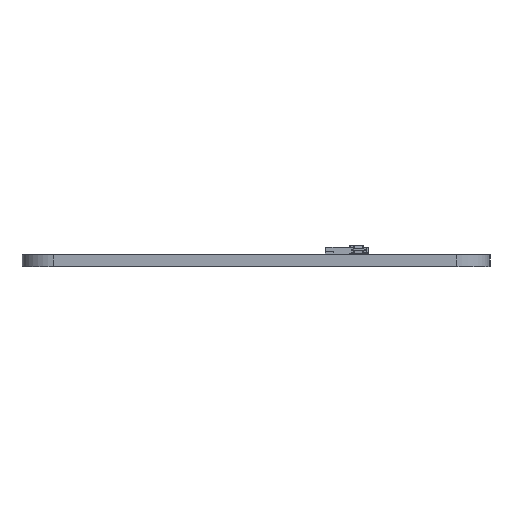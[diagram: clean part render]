
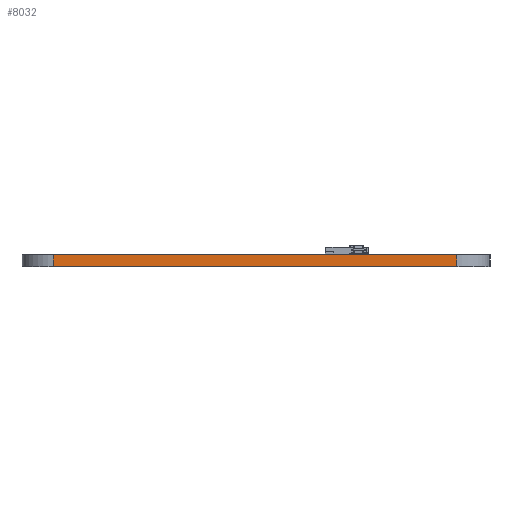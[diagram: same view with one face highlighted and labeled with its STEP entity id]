
A CAD part, left-side view. The second image highlights one B-rep face of the part: STEP entity #8032.
In plain terms, the highlighted planar face has unit normal (-1, 0.001, 0).
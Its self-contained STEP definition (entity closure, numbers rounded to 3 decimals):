
#6482 = VERTEX_POINT('',#6483);
#6483 = CARTESIAN_POINT('',(35.993,-94.5,0.));
#6490 = EDGE_CURVE('',#6482,#6491,#6493,.T.);
#6491 = VERTEX_POINT('',#6492);
#6492 = CARTESIAN_POINT('',(36.043,-39.765,0.));
#6493 = LINE('',#6494,#6495);
#6494 = CARTESIAN_POINT('',(35.993,-94.5,0.));
#6495 = VECTOR('',#6496,1.);
#6496 = DIRECTION('',(0.001,1.,0.));
#7235 = VERTEX_POINT('',#7236);
#7236 = CARTESIAN_POINT('',(35.993,-94.5,1.6));
#7243 = EDGE_CURVE('',#7235,#7244,#7246,.T.);
#7244 = VERTEX_POINT('',#7245);
#7245 = CARTESIAN_POINT('',(36.043,-39.765,1.6));
#7246 = LINE('',#7247,#7248);
#7247 = CARTESIAN_POINT('',(35.993,-94.5,1.6));
#7248 = VECTOR('',#7249,1.);
#7249 = DIRECTION('',(0.001,1.,0.));
#8002 = EDGE_CURVE('',#6491,#7244,#8003,.T.);
#8003 = LINE('',#8004,#8005);
#8004 = CARTESIAN_POINT('',(36.043,-39.765,0.));
#8005 = VECTOR('',#8006,1.);
#8006 = DIRECTION('',(0.,0.,1.));
#8032 = ADVANCED_FACE('',(#8033),#8044,.T.);
#8033 = FACE_BOUND('',#8034,.T.);
#8034 = EDGE_LOOP('',(#8035,#8041,#8042,#8043));
#8035 = ORIENTED_EDGE('',*,*,#8036,.T.);
#8036 = EDGE_CURVE('',#6482,#7235,#8037,.T.);
#8037 = LINE('',#8038,#8039);
#8038 = CARTESIAN_POINT('',(35.993,-94.5,0.));
#8039 = VECTOR('',#8040,1.);
#8040 = DIRECTION('',(0.,0.,1.));
#8041 = ORIENTED_EDGE('',*,*,#7243,.T.);
#8042 = ORIENTED_EDGE('',*,*,#8002,.F.);
#8043 = ORIENTED_EDGE('',*,*,#6490,.F.);
#8044 = PLANE('',#8045);
#8045 = AXIS2_PLACEMENT_3D('',#8046,#8047,#8048);
#8046 = CARTESIAN_POINT('',(35.993,-94.5,0.));
#8047 = DIRECTION('',(-1.,0.001,0.));
#8048 = DIRECTION('',(0.001,1.,0.));
